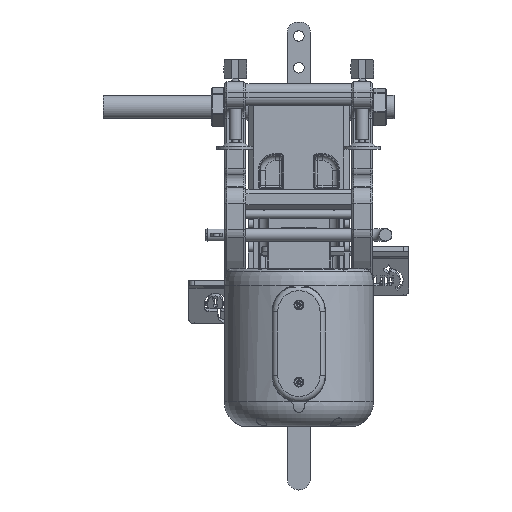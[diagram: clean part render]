
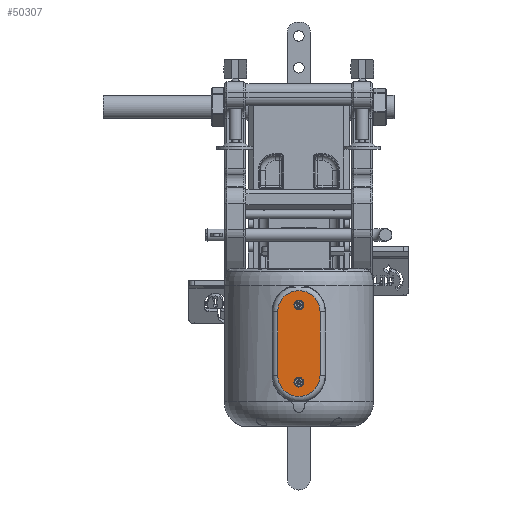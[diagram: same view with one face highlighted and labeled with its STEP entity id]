
A CAD part, front view. The second image highlights one B-rep face of the part: STEP entity #50307.
In plain terms, the highlighted planar face has unit normal (0, -1, 0).
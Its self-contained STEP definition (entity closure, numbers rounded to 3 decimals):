
#986 = EDGE_CURVE ( 'NONE', #60138, #57387, #78190, .T. ) ;
#2311 = VERTEX_POINT ( 'NONE', #47387 ) ;
#2371 = CIRCLE ( 'NONE', #14367, 4.59 ) ;
#2668 = VERTEX_POINT ( 'NONE', #18611 ) ;
#3058 = ORIENTED_EDGE ( 'NONE', *, *, #986, .T. ) ;
#4655 = DIRECTION ( 'NONE',  ( 0., -1., 0. ) ) ;
#6467 = CARTESIAN_POINT ( 'NONE',  ( -172.183, -588.734, 29.543 ) ) ;
#6478 = ORIENTED_EDGE ( 'NONE', *, *, #32909, .T. ) ;
#7648 = DIRECTION ( 'NONE',  ( 0., -1., 0. ) ) ;
#14367 = AXIS2_PLACEMENT_3D ( 'NONE', #42694, #4655, #69034 ) ;
#18201 = ORIENTED_EDGE ( 'NONE', *, *, #65864, .T. ) ;
#18611 = CARTESIAN_POINT ( 'NONE',  ( -192.183, -588.734, -32.367 ) ) ;
#18987 = FACE_BOUND ( 'NONE', #57318, .T. ) ;
#19176 = DIRECTION ( 'NONE',  ( 0., 0., -1. ) ) ;
#19397 = FACE_BOUND ( 'NONE', #74420, .T. ) ;
#19806 = PLANE ( 'NONE',  #33617 ) ;
#20941 = DIRECTION ( 'NONE',  ( 0., 0., 1. ) ) ;
#23238 = ORIENTED_EDGE ( 'NONE', *, *, #37884, .T. ) ;
#31525 = AXIS2_PLACEMENT_3D ( 'NONE', #66837, #33874, #47672 ) ;
#31542 = CARTESIAN_POINT ( 'NONE',  ( -172.183, -588.734, -2.367 ) ) ;
#32564 = CARTESIAN_POINT ( 'NONE',  ( -192.183, -588.734, -2.367 ) ) ;
#32851 = CIRCLE ( 'NONE', #31525, 20. ) ;
#32909 = EDGE_CURVE ( 'NONE', #2311, #2668, #75985, .T. ) ;
#33144 = VERTEX_POINT ( 'NONE', #45702 ) ;
#33178 = FACE_OUTER_BOUND ( 'NONE', #72596, .T. ) ;
#33617 = AXIS2_PLACEMENT_3D ( 'NONE', #31542, #7648, #82035 ) ;
#33874 = DIRECTION ( 'NONE',  ( 0., -1., 0. ) ) ;
#36446 = AXIS2_PLACEMENT_3D ( 'NONE', #49251, #38395, #63884 ) ;
#37884 = EDGE_CURVE ( 'NONE', #2668, #60138, #56396, .T. ) ;
#38260 = CARTESIAN_POINT ( 'NONE',  ( -152.183, -588.734, -2.367 ) ) ;
#38395 = DIRECTION ( 'NONE',  ( 0., -1., 0. ) ) ;
#40117 = CARTESIAN_POINT ( 'NONE',  ( -152.183, -588.734, -32.367 ) ) ;
#41957 = ORIENTED_EDGE ( 'NONE', *, *, #66613, .F. ) ;
#42146 = EDGE_CURVE ( 'NONE', #70028, #70028, #58175, .T. ) ;
#42694 = CARTESIAN_POINT ( 'NONE',  ( -172.183, -588.734, -38.867 ) ) ;
#45001 = CARTESIAN_POINT ( 'NONE',  ( -152.183, -588.734, 27.633 ) ) ;
#45702 = CARTESIAN_POINT ( 'NONE',  ( -172.183, -588.734, -43.457 ) ) ;
#47387 = CARTESIAN_POINT ( 'NONE',  ( -192.183, -588.734, 27.633 ) ) ;
#47672 = DIRECTION ( 'NONE',  ( 1., 0., 0. ) ) ;
#48803 = AXIS2_PLACEMENT_3D ( 'NONE', #50937, #76390, #19176 ) ;
#49251 = CARTESIAN_POINT ( 'NONE',  ( -172.183, -588.734, -32.367 ) ) ;
#49785 = VECTOR ( 'NONE', #58055, 1000. ) ;
#50307 = ADVANCED_FACE ( 'NONE', ( #19397, #18987, #33178 ), #19806, .T. ) ;
#50937 = CARTESIAN_POINT ( 'NONE',  ( -172.183, -588.734, 34.133 ) ) ;
#55980 = ORIENTED_EDGE ( 'NONE', *, *, #42146, .F. ) ;
#56396 = CIRCLE ( 'NONE', #36446, 20. ) ;
#57318 = EDGE_LOOP ( 'NONE', ( #55980 ) ) ;
#57387 = VERTEX_POINT ( 'NONE', #45001 ) ;
#58055 = DIRECTION ( 'NONE',  ( 0., 0., -1. ) ) ;
#58175 = CIRCLE ( 'NONE', #48803, 4.59 ) ;
#60138 = VERTEX_POINT ( 'NONE', #40117 ) ;
#63884 = DIRECTION ( 'NONE',  ( 1., 0., 0. ) ) ;
#65864 = EDGE_CURVE ( 'NONE', #57387, #2311, #32851, .T. ) ;
#66613 = EDGE_CURVE ( 'NONE', #33144, #33144, #2371, .T. ) ;
#66837 = CARTESIAN_POINT ( 'NONE',  ( -172.183, -588.734, 27.633 ) ) ;
#69034 = DIRECTION ( 'NONE',  ( 0., 0., -1. ) ) ;
#70028 = VERTEX_POINT ( 'NONE', #6467 ) ;
#72596 = EDGE_LOOP ( 'NONE', ( #6478, #23238, #3058, #18201 ) ) ;
#72745 = VECTOR ( 'NONE', #20941, 1000. ) ;
#74420 = EDGE_LOOP ( 'NONE', ( #41957 ) ) ;
#75985 = LINE ( 'NONE', #32564, #49785 ) ;
#76390 = DIRECTION ( 'NONE',  ( 0., -1., 0. ) ) ;
#78190 = LINE ( 'NONE', #38260, #72745 ) ;
#82035 = DIRECTION ( 'NONE',  ( 1., 0., 0. ) ) ;
